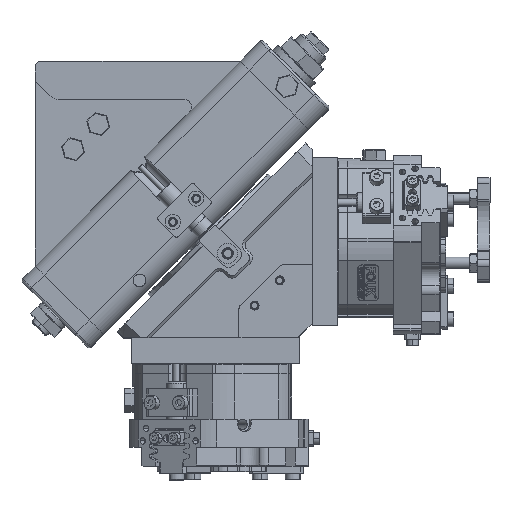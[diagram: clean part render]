
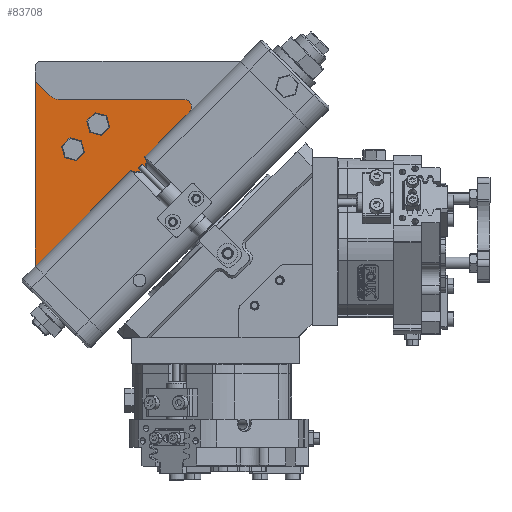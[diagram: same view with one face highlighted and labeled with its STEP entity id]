
A CAD part, top view. The second image highlights one B-rep face of the part: STEP entity #83708.
In plain terms, the highlighted planar face has unit normal (0, 0, 1).
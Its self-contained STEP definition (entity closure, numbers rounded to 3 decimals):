
#2410 = EDGE_CURVE ( 'NONE', #66947, #90063, #88693, .T. ) ;
#3410 = CARTESIAN_POINT ( 'NONE',  ( 5.607, 81.464, 73. ) ) ;
#3706 = EDGE_CURVE ( 'NONE', #38149, #18291, #92281, .T. ) ;
#4394 = ORIENTED_EDGE ( 'NONE', *, *, #69668, .F. ) ;
#4560 = CARTESIAN_POINT ( 'NONE',  ( 43.203, 57.593, 73. ) ) ;
#4612 = CARTESIAN_POINT ( 'NONE',  ( 60.489, 74.879, 73. ) ) ;
#4651 = LINE ( 'NONE', #14618, #78961 ) ;
#4709 = CARTESIAN_POINT ( 'NONE',  ( 39.598, 55.402, 73. ) ) ;
#5561 = DIRECTION ( 'NONE',  ( 0.707, 0.707, 0. ) ) ;
#5955 = DIRECTION ( 'NONE',  ( -0.707, -0.707, 0. ) ) ;
#7551 = EDGE_CURVE ( 'NONE', #86985, #66947, #12405, .T. ) ;
#8496 = EDGE_CURVE ( 'NONE', #38149, #34492, #75044, .T. ) ;
#9757 = VERTEX_POINT ( 'NONE', #28060 ) ;
#9824 = EDGE_LOOP ( 'NONE', ( #26620, #80425, #61103, #53167, #61474, #22475, #91224, #4394, #44759, #19344, #40773 ) ) ;
#12087 = CARTESIAN_POINT ( 'NONE',  ( 37.619, 51.585, 73. ) ) ;
#12405 = CIRCLE ( 'NONE', #44075, 3. ) ;
#13005 = EDGE_CURVE ( 'NONE', #18291, #27775, #69575, .T. ) ;
#13942 = CARTESIAN_POINT ( 'NONE',  ( 0., 87.071, 73. ) ) ;
#14349 = DIRECTION ( 'NONE',  ( 0., 0., 1. ) ) ;
#14618 = CARTESIAN_POINT ( 'NONE',  ( 0., 14.39, 73. ) ) ;
#15100 = CARTESIAN_POINT ( 'NONE',  ( 0., 14.39, 73. ) ) ;
#15724 = AXIS2_PLACEMENT_3D ( 'NONE', #4709, #55758, #5955 ) ;
#16418 = DIRECTION ( 'NONE',  ( 0., 0., 1. ) ) ;
#17408 = CARTESIAN_POINT ( 'NONE',  ( 0., 14.39, 73. ) ) ;
#17466 = DIRECTION ( 'NONE',  ( 0.707, 0.707, 0. ) ) ;
#18291 = VERTEX_POINT ( 'NONE', #15100 ) ;
#18733 = CARTESIAN_POINT ( 'NONE',  ( 58.368, 77., 73. ) ) ;
#19344 = ORIENTED_EDGE ( 'NONE', *, *, #8496, .F. ) ;
#19732 = DIRECTION ( 'NONE',  ( 0.707, 0.707, 0. ) ) ;
#20251 = VECTOR ( 'NONE', #89465, 1000. ) ;
#20646 = CIRCLE ( 'NONE', #48803, 0.3 ) ;
#22475 = ORIENTED_EDGE ( 'NONE', *, *, #2410, .F. ) ;
#25477 = CARTESIAN_POINT ( 'NONE',  ( 58.368, 77., 73. ) ) ;
#26620 = ORIENTED_EDGE ( 'NONE', *, *, #13005, .T. ) ;
#27267 = CARTESIAN_POINT ( 'NONE',  ( 43.415, 57.381, 73. ) ) ;
#27775 = VERTEX_POINT ( 'NONE', #50219 ) ;
#28060 = CARTESIAN_POINT ( 'NONE',  ( 37.757, 51.851, 73. ) ) ;
#29129 = CIRCLE ( 'NONE', #78452, 0.3 ) ;
#31354 = DIRECTION ( 'NONE',  ( 1., 0., 0. ) ) ;
#32101 = DIRECTION ( 'NONE',  ( 0.707, 0.707, 0. ) ) ;
#34083 = VECTOR ( 'NONE', #32101, 1000. ) ;
#34492 = VERTEX_POINT ( 'NONE', #3410 ) ;
#35799 = CARTESIAN_POINT ( 'NONE',  ( 0., 87.071, 73. ) ) ;
#37733 = CARTESIAN_POINT ( 'NONE',  ( 58.368, 80., 73. ) ) ;
#38149 = VERTEX_POINT ( 'NONE', #35799 ) ;
#39079 = DIRECTION ( 'NONE',  ( 0.707, 0.707, 0. ) ) ;
#39267 = VERTEX_POINT ( 'NONE', #85984 ) ;
#40076 = CIRCLE ( 'NONE', #64598, 5. ) ;
#40443 = DIRECTION ( 'NONE',  ( 0., 0., -1. ) ) ;
#40773 = ORIENTED_EDGE ( 'NONE', *, *, #3706, .T. ) ;
#40830 = CARTESIAN_POINT ( 'NONE',  ( 43.149, 57.243, 73. ) ) ;
#41885 = VECTOR ( 'NONE', #31354, 1000. ) ;
#44075 = AXIS2_PLACEMENT_3D ( 'NONE', #25477, #40443, #17466 ) ;
#44730 = EDGE_CURVE ( 'NONE', #49234, #9757, #86719, .T. ) ;
#44759 = ORIENTED_EDGE ( 'NONE', *, *, #53513, .F. ) ;
#45380 = VECTOR ( 'NONE', #87449, 1000. ) ;
#46131 = CARTESIAN_POINT ( 'NONE',  ( 58.368, 77., 73. ) ) ;
#46221 = AXIS2_PLACEMENT_3D ( 'NONE', #18733, #54551, #77218 ) ;
#48803 = AXIS2_PLACEMENT_3D ( 'NONE', #12087, #71167, #19732 ) ;
#49234 = VERTEX_POINT ( 'NONE', #40830 ) ;
#49305 = DIRECTION ( 'NONE',  ( 0., 0., -1. ) ) ;
#50219 = CARTESIAN_POINT ( 'NONE',  ( 37.407, 51.797, 73. ) ) ;
#50578 = CARTESIAN_POINT ( 'NONE',  ( 58.368, 80., 73. ) ) ;
#53167 = ORIENTED_EDGE ( 'NONE', *, *, #91448, .T. ) ;
#53513 = EDGE_CURVE ( 'NONE', #34492, #39267, #40076, .T. ) ;
#54551 = DIRECTION ( 'NONE',  ( 0., 0., -1. ) ) ;
#54766 = FACE_OUTER_BOUND ( 'NONE', #9824, .T. ) ;
#55758 = DIRECTION ( 'NONE',  ( 0., 0., -1. ) ) ;
#57802 = DIRECTION ( 'NONE',  ( 0.707, 0.707, 0. ) ) ;
#58127 = CARTESIAN_POINT ( 'NONE',  ( 9.142, 85., 73. ) ) ;
#61103 = ORIENTED_EDGE ( 'NONE', *, *, #44730, .F. ) ;
#61474 = ORIENTED_EDGE ( 'NONE', *, *, #65361, .T. ) ;
#64472 = VERTEX_POINT ( 'NONE', #4560 ) ;
#64598 = AXIS2_PLACEMENT_3D ( 'NONE', #58127, #14349, #57802 ) ;
#65361 = EDGE_CURVE ( 'NONE', #64472, #90063, #4651, .T. ) ;
#65721 = DIRECTION ( 'NONE',  ( 0.707, 0.707, 0. ) ) ;
#66653 = EDGE_CURVE ( 'NONE', #27775, #9757, #20646, .T. ) ;
#66947 = VERTEX_POINT ( 'NONE', #91241 ) ;
#69575 = LINE ( 'NONE', #17408, #34083 ) ;
#69668 = EDGE_CURVE ( 'NONE', #39267, #86985, #86519, .T. ) ;
#71167 = DIRECTION ( 'NONE',  ( 0., 0., -1. ) ) ;
#71295 = AXIS2_PLACEMENT_3D ( 'NONE', #46131, #16418, #39079 ) ;
#75044 = LINE ( 'NONE', #88510, #20251 ) ;
#77218 = DIRECTION ( 'NONE',  ( 0.707, 0.707, 0. ) ) ;
#78452 = AXIS2_PLACEMENT_3D ( 'NONE', #27267, #49305, #5561 ) ;
#78961 = VECTOR ( 'NONE', #65721, 1000. ) ;
#80425 = ORIENTED_EDGE ( 'NONE', *, *, #66653, .T. ) ;
#82906 = PLANE ( 'NONE',  #71295 ) ;
#83708 = ADVANCED_FACE ( 'NONE', ( #54766 ), #82906, .T. ) ;
#85984 = CARTESIAN_POINT ( 'NONE',  ( 9.142, 80., 73. ) ) ;
#86519 = LINE ( 'NONE', #37733, #41885 ) ;
#86719 = CIRCLE ( 'NONE', #15724, 4. ) ;
#86985 = VERTEX_POINT ( 'NONE', #50578 ) ;
#87449 = DIRECTION ( 'NONE',  ( 0., -1., 0. ) ) ;
#88510 = CARTESIAN_POINT ( 'NONE',  ( 5.607, 81.464, 73. ) ) ;
#88693 = CIRCLE ( 'NONE', #46221, 3. ) ;
#89465 = DIRECTION ( 'NONE',  ( 0.707, -0.707, 0. ) ) ;
#90063 = VERTEX_POINT ( 'NONE', #4612 ) ;
#91224 = ORIENTED_EDGE ( 'NONE', *, *, #7551, .F. ) ;
#91241 = CARTESIAN_POINT ( 'NONE',  ( 60.489, 79.121, 73. ) ) ;
#91448 = EDGE_CURVE ( 'NONE', #49234, #64472, #29129, .T. ) ;
#92281 = LINE ( 'NONE', #13942, #45380 ) ;
